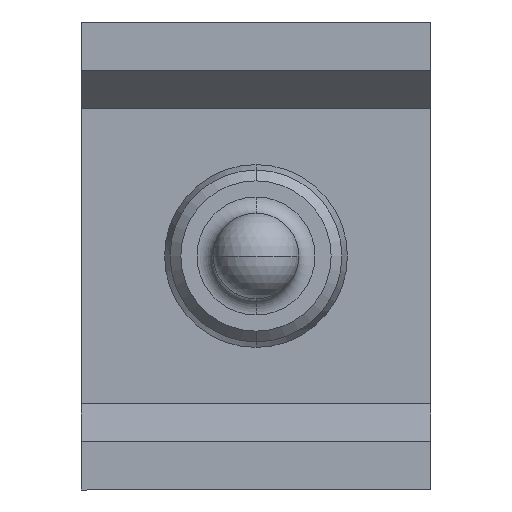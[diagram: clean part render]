
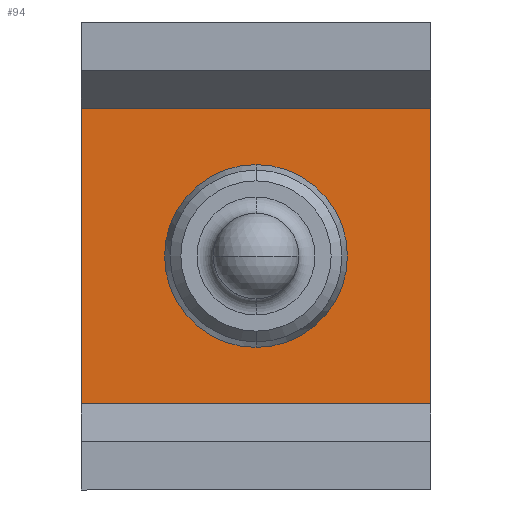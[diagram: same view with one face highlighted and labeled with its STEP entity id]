
A CAD part, front view. The second image highlights one B-rep face of the part: STEP entity #94.
In plain terms, the highlighted planar face has unit normal (0, -1, 0).
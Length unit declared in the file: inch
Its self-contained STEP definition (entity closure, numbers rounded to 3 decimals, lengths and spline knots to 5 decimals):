
#6 = ORIENTED_EDGE ( 'NONE', *, *, #132, .F. ) ;
#85 = DIRECTION ( 'NONE',  ( 1., 0., 0. ) ) ;
#94 = ADVANCED_FACE ( 'NONE', ( #482, #1768 ), #168, .F. ) ;
#99 = VECTOR ( 'NONE', #85, 39.37008 ) ;
#132 = EDGE_CURVE ( 'NONE', #796, #1751, #1489, .T. ) ;
#140 = DIRECTION ( 'NONE',  ( 0., 0., -1. ) ) ;
#168 = PLANE ( 'NONE',  #1794 ) ;
#265 = ORIENTED_EDGE ( 'NONE', *, *, #957, .T. ) ;
#370 = AXIS2_PLACEMENT_3D ( 'NONE', #1394, #659, #501 ) ;
#384 = CARTESIAN_POINT ( 'NONE',  ( 0.065, -0.075, -0.071 ) ) ;
#463 = CARTESIAN_POINT ( 'NONE',  ( 0.0325, -0.075, -0.0265 ) ) ;
#482 = FACE_BOUND ( 'NONE', #1495, .T. ) ;
#501 = DIRECTION ( 'NONE',  ( 0., 0., 1. ) ) ;
#511 = CARTESIAN_POINT ( 'NONE',  ( 0.0325, -0.075, -0.0435 ) ) ;
#541 = VERTEX_POINT ( 'NONE', #928 ) ;
#560 = CARTESIAN_POINT ( 'NONE',  ( 0., -0.075, -0.016 ) ) ;
#600 = VECTOR ( 'NONE', #140, 39.37008 ) ;
#635 = VERTEX_POINT ( 'NONE', #463 ) ;
#636 = DIRECTION ( 'NONE',  ( 0., 0., 1. ) ) ;
#650 = VECTOR ( 'NONE', #1112, 39.37008 ) ;
#659 = DIRECTION ( 'NONE',  ( 0., 1., 0. ) ) ;
#662 = ORIENTED_EDGE ( 'NONE', *, *, #717, .T. ) ;
#717 = EDGE_CURVE ( 'NONE', #1564, #635, #1230, .T. ) ;
#744 = EDGE_CURVE ( 'NONE', #635, #1564, #782, .T. ) ;
#780 = DIRECTION ( 'NONE',  ( 1., 0., 0. ) ) ;
#782 = CIRCLE ( 'NONE', #370, 0.017 ) ;
#796 = VERTEX_POINT ( 'NONE', #560 ) ;
#920 = EDGE_LOOP ( 'NONE', ( #1155, #1150, #265, #6 ) ) ;
#928 = CARTESIAN_POINT ( 'NONE',  ( 0., -0.075, -0.071 ) ) ;
#945 = DIRECTION ( 'NONE',  ( 0., 1., 0. ) ) ;
#949 = VERTEX_POINT ( 'NONE', #384 ) ;
#957 = EDGE_CURVE ( 'NONE', #949, #1751, #1237, .T. ) ;
#1043 = CARTESIAN_POINT ( 'NONE',  ( 0., -0.075, -0.087 ) ) ;
#1046 = LINE ( 'NONE', #1825, #1482 ) ;
#1105 = CARTESIAN_POINT ( 'NONE',  ( 0.065, -0.075, -0.016 ) ) ;
#1111 = CARTESIAN_POINT ( 'NONE',  ( 0.065, -0.075, -0.016 ) ) ;
#1112 = DIRECTION ( 'NONE',  ( 0., 0., 1. ) ) ;
#1150 = ORIENTED_EDGE ( 'NONE', *, *, #1625, .T. ) ;
#1155 = ORIENTED_EDGE ( 'NONE', *, *, #1444, .T. ) ;
#1192 = CARTESIAN_POINT ( 'NONE',  ( 0.0325, -0.075, -0.0605 ) ) ;
#1206 = ORIENTED_EDGE ( 'NONE', *, *, #744, .T. ) ;
#1230 = CIRCLE ( 'NONE', #1829, 0.017 ) ;
#1237 = LINE ( 'NONE', #1105, #650 ) ;
#1394 = CARTESIAN_POINT ( 'NONE',  ( 0.0325, -0.075, -0.0435 ) ) ;
#1444 = EDGE_CURVE ( 'NONE', #796, #541, #1787, .T. ) ;
#1482 = VECTOR ( 'NONE', #780, 39.37008 ) ;
#1489 = LINE ( 'NONE', #1534, #99 ) ;
#1495 = EDGE_LOOP ( 'NONE', ( #1206, #662 ) ) ;
#1534 = CARTESIAN_POINT ( 'NONE',  ( -2.45, -0.075, -0.016 ) ) ;
#1564 = VERTEX_POINT ( 'NONE', #1192 ) ;
#1605 = CARTESIAN_POINT ( 'NONE',  ( -2.45, -0.075, -0.016 ) ) ;
#1625 = EDGE_CURVE ( 'NONE', #541, #949, #1046, .T. ) ;
#1713 = DIRECTION ( 'NONE',  ( 0., 1., 0. ) ) ;
#1751 = VERTEX_POINT ( 'NONE', #1111 ) ;
#1768 = FACE_OUTER_BOUND ( 'NONE', #920, .T. ) ;
#1787 = LINE ( 'NONE', #1043, #600 ) ;
#1794 = AXIS2_PLACEMENT_3D ( 'NONE', #1605, #1713, #636 ) ;
#1800 = DIRECTION ( 'NONE',  ( 0., 0., 1. ) ) ;
#1825 = CARTESIAN_POINT ( 'NONE',  ( -2.45, -0.075, -0.071 ) ) ;
#1829 = AXIS2_PLACEMENT_3D ( 'NONE', #511, #945, #1800 ) ;
